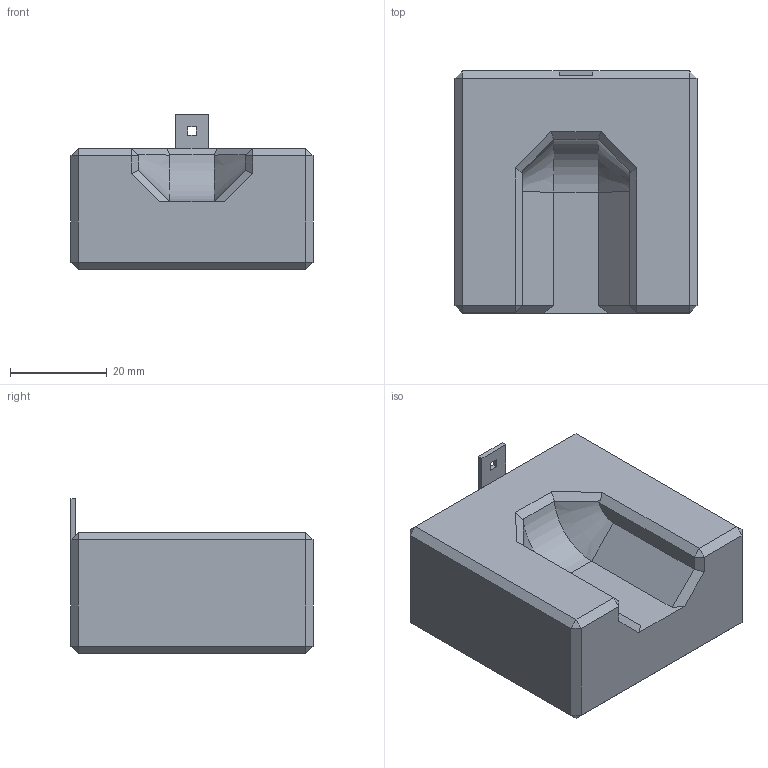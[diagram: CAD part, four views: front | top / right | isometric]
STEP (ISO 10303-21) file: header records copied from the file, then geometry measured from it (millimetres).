
FILE_DESCRIPTION (( 'STEP AP214' ), '1' );
FILE_NAME ('Cuboro_FN.STEP', '2022-02-24T20:03:32', ( '' ), ( '' ), 'SwSTEP 2.0', 'SolidWorks 2019', '' );
FILE_SCHEMA (( 'AUTOMOTIVE_DESIGN' ));
Length unit declared in the file: millimetre
Products named in the file (1): Cuboro_FN
Bounding box: 50 x 50 x 32 mm (x, y, z)
Volume: 55391.8 mm3; surface area: 9980.2 mm2
Topology: 1 solids, 1 shells, 54 faces, 124 edges, 72 vertices
Faces by surface type: plane 49, cone 2, bspline 2, cylinder 1
Entity records: 1674 total; most frequent: CARTESIAN_POINT 465, ORIENTED_EDGE 248, DIRECTION 220, EDGE_CURVE 124, VECTOR 106, LINE 106, VERTEX_POINT 72, AXIS2_PLACEMENT_3D 57
